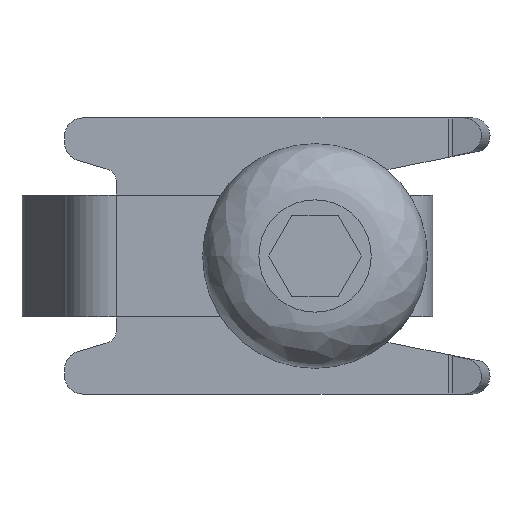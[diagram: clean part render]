
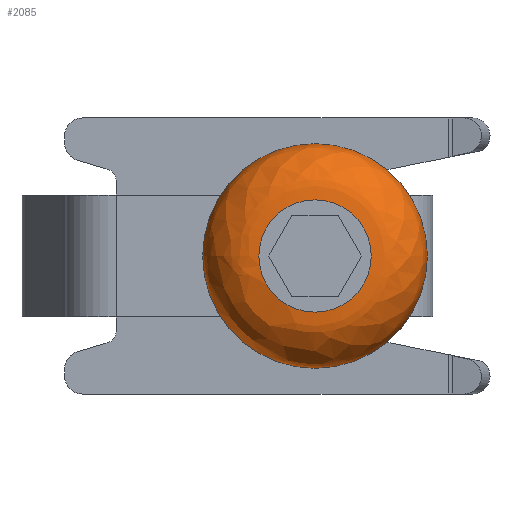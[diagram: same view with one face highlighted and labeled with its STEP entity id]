
A CAD part, left-side view. The second image highlights one B-rep face of the part: STEP entity #2085.
In plain terms, the highlighted free-form (B-spline) face has degree [2, 2] with [3, 9] control points.
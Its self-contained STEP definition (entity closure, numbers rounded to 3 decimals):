
#94=(
BOUNDED_SURFACE()
B_SPLINE_SURFACE(2,2,((#3184,#3185,#3186,#3187,#3188,#3189,#3190,#3191,
#3192),(#3193,#3194,#3195,#3196,#3197,#3198,#3199,#3200,#3201),(#3202,#3203,
#3204,#3205,#3206,#3207,#3208,#3209,#3210)),.UNSPECIFIED.,.F.,.T.,.F.)
B_SPLINE_SURFACE_WITH_KNOTS((3,3),(3,2,2,2,3),(-1.571,-0.029),
(-3.142,-1.571,0.,1.571,3.142),
 .UNSPECIFIED.)
GEOMETRIC_REPRESENTATION_ITEM()
RATIONAL_B_SPLINE_SURFACE(((1.,0.707,1.,0.707,1.,
0.707,1.,0.707,1.),(0.717,0.507,
0.717,0.507,0.717,0.507,
0.717,0.507,0.717),(1.,0.707,
1.,0.707,1.,0.707,1.,0.707,1.)))
REPRESENTATION_ITEM('')
SURFACE()
);
#512=FACE_OUTER_BOUND('',#627,.T.);
#627=EDGE_LOOP('',(#1379,#1380,#1381,#1382));
#741=CIRCLE('',#2288,3.5);
#742=CIRCLE('',#2289,7.);
#743=CIRCLE('',#2290,3.502);
#838=VERTEX_POINT('',#3170);
#845=VERTEX_POINT('',#3211);
#1050=EDGE_CURVE('',#838,#838,#741,.T.);
#1057=EDGE_CURVE('',#845,#845,#742,.T.);
#1058=EDGE_CURVE('',#845,#838,#743,.T.);
#1379=ORIENTED_EDGE('',*,*,#1057,.F.);
#1380=ORIENTED_EDGE('',*,*,#1058,.T.);
#1381=ORIENTED_EDGE('',*,*,#1050,.T.);
#1382=ORIENTED_EDGE('',*,*,#1058,.F.);
#2085=ADVANCED_FACE('',(#512),#94,.F.);
#2288=AXIS2_PLACEMENT_3D('',#3171,#2516,#2517);
#2289=AXIS2_PLACEMENT_3D('',#3212,#2524,#2525);
#2290=AXIS2_PLACEMENT_3D('',#3213,#2526,#2527);
#2516=DIRECTION('center_axis',(1.,0.,0.));
#2517=DIRECTION('ref_axis',(0.,0.,-1.));
#2524=DIRECTION('center_axis',(1.,0.,0.));
#2525=DIRECTION('ref_axis',(0.,0.,-1.));
#2526=DIRECTION('center_axis',(0.,-1.,0.));
#2527=DIRECTION('ref_axis',(0.,0.,1.));
#3170=CARTESIAN_POINT('',(0.,0.,3.5));
#3171=CARTESIAN_POINT('Origin',(0.,0.,0.));
#3184=CARTESIAN_POINT('Ctrl Pts',(0.,0.,3.5));
#3185=CARTESIAN_POINT('Ctrl Pts',(0.,-3.5,3.5));
#3186=CARTESIAN_POINT('Ctrl Pts',(0.,-3.5,0.));
#3187=CARTESIAN_POINT('Ctrl Pts',(0.,-3.5,-3.5));
#3188=CARTESIAN_POINT('Ctrl Pts',(0.,0.,-3.5));
#3189=CARTESIAN_POINT('Ctrl Pts',(0.,3.5,-3.5));
#3190=CARTESIAN_POINT('Ctrl Pts',(0.,3.5,0.));
#3191=CARTESIAN_POINT('Ctrl Pts',(0.,3.5,3.5));
#3192=CARTESIAN_POINT('Ctrl Pts',(0.,0.,3.5));
#3193=CARTESIAN_POINT('Ctrl Pts',(0.,0.,6.9));
#3194=CARTESIAN_POINT('Ctrl Pts',(0.,-6.9,
6.9));
#3195=CARTESIAN_POINT('Ctrl Pts',(0.,-6.9,
0.));
#3196=CARTESIAN_POINT('Ctrl Pts',(0.,-6.9,
-6.9));
#3197=CARTESIAN_POINT('Ctrl Pts',(0.,0.,-6.9));
#3198=CARTESIAN_POINT('Ctrl Pts',(0.,6.9,
-6.9));
#3199=CARTESIAN_POINT('Ctrl Pts',(0.,6.9,
0.));
#3200=CARTESIAN_POINT('Ctrl Pts',(0.,6.9,
6.9));
#3201=CARTESIAN_POINT('Ctrl Pts',(0.,0.,6.9));
#3202=CARTESIAN_POINT('Ctrl Pts',(3.399,0.,7.));
#3203=CARTESIAN_POINT('Ctrl Pts',(3.399,-7.,7.));
#3204=CARTESIAN_POINT('Ctrl Pts',(3.399,-7.,0.));
#3205=CARTESIAN_POINT('Ctrl Pts',(3.399,-7.,-7.));
#3206=CARTESIAN_POINT('Ctrl Pts',(3.399,0.,-7.));
#3207=CARTESIAN_POINT('Ctrl Pts',(3.399,7.,-7.));
#3208=CARTESIAN_POINT('Ctrl Pts',(3.399,7.,0.));
#3209=CARTESIAN_POINT('Ctrl Pts',(3.399,7.,7.));
#3210=CARTESIAN_POINT('Ctrl Pts',(3.399,0.,7.));
#3211=CARTESIAN_POINT('',(3.399,0.,7.));
#3212=CARTESIAN_POINT('Origin',(3.399,0.,0.));
#3213=CARTESIAN_POINT('Origin',(3.502,0.,3.5));
